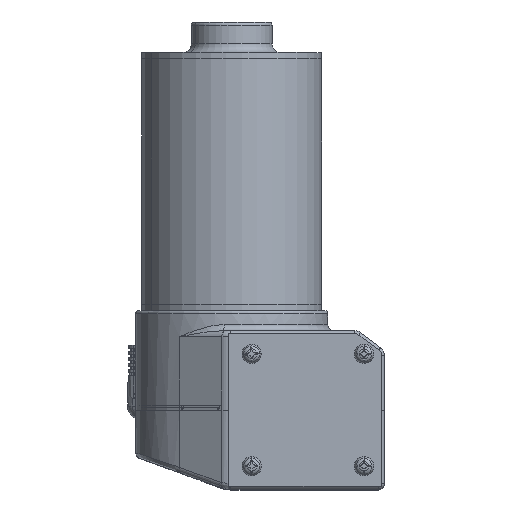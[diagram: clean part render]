
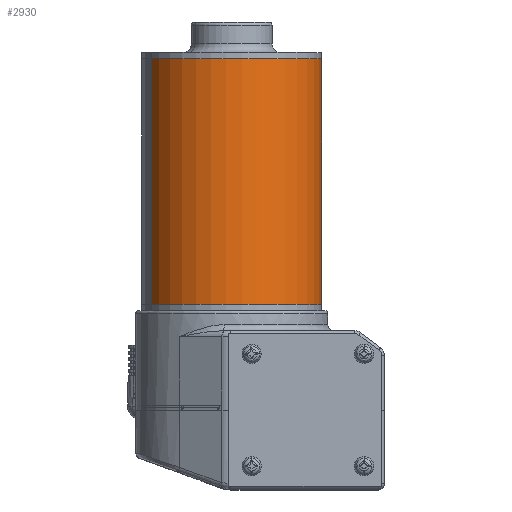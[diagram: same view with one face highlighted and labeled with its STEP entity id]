
A CAD part, top view. The second image highlights one B-rep face of the part: STEP entity #2930.
In plain terms, the highlighted cylindrical face has radius 29.5 mm (diameter 59 mm), a partial arc.
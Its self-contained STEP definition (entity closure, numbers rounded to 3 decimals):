
#803 = EDGE_LOOP ( 'NONE', ( #2701, #28505, #20168, #19906 ) ) ;
#904 = CARTESIAN_POINT ( 'NONE',  ( 0., 0., 80.5 ) ) ;
#2414 = DIRECTION ( 'NONE',  ( 0., 0., 1. ) ) ;
#2701 = ORIENTED_EDGE ( 'NONE', *, *, #10326, .F. ) ;
#2930 = ADVANCED_FACE ( 'NONE', ( #27961 ), #21822, .T. ) ;
#3873 = DIRECTION ( 'NONE',  ( 0., 0., 1. ) ) ;
#4284 = CARTESIAN_POINT ( 'NONE',  ( 29.5, 0., 80.5 ) ) ;
#4320 = DIRECTION ( 'NONE',  ( 0., 0., -1. ) ) ;
#4698 = CARTESIAN_POINT ( 'NONE',  ( -29.5, 0., 80.5 ) ) ;
#5160 = VERTEX_POINT ( 'NONE', #4284 ) ;
#5802 = DIRECTION ( 'NONE',  ( -1., 0., 0. ) ) ;
#6240 = VERTEX_POINT ( 'NONE', #17991 ) ;
#7948 = EDGE_CURVE ( 'NONE', #6240, #15960, #27062, .T. ) ;
#10326 = EDGE_CURVE ( 'NONE', #5160, #6240, #21454, .T. ) ;
#11925 = EDGE_CURVE ( 'NONE', #14457, #15960, #28589, .T. ) ;
#13213 = EDGE_CURVE ( 'NONE', #5160, #14457, #29997, .T. ) ;
#13686 = CARTESIAN_POINT ( 'NONE',  ( 29.5, 0., 80.5 ) ) ;
#14457 = VERTEX_POINT ( 'NONE', #27523 ) ;
#14726 = AXIS2_PLACEMENT_3D ( 'NONE', #16410, #2414, #18716 ) ;
#14742 = VECTOR ( 'NONE', #16336, 1000. ) ;
#15960 = VERTEX_POINT ( 'NONE', #24173 ) ;
#16336 = DIRECTION ( 'NONE',  ( 0., 0., -1. ) ) ;
#16410 = CARTESIAN_POINT ( 'NONE',  ( 0., 0., 80.5 ) ) ;
#17696 = VECTOR ( 'NONE', #4320, 1000. ) ;
#17849 = CARTESIAN_POINT ( 'NONE',  ( 0., 0., 0. ) ) ;
#17991 = CARTESIAN_POINT ( 'NONE',  ( -29.5, 0., 80.5 ) ) ;
#18716 = DIRECTION ( 'NONE',  ( 1., 0., 0. ) ) ;
#19725 = DIRECTION ( 'NONE',  ( 0., 0., -1. ) ) ;
#19906 = ORIENTED_EDGE ( 'NONE', *, *, #7948, .F. ) ;
#20141 = DIRECTION ( 'NONE',  ( 1., 0., 0. ) ) ;
#20168 = ORIENTED_EDGE ( 'NONE', *, *, #11925, .T. ) ;
#21454 = CIRCLE ( 'NONE', #14726, 29.5 ) ;
#21822 = CYLINDRICAL_SURFACE ( 'NONE', #29516, 29.5 ) ;
#24173 = CARTESIAN_POINT ( 'NONE',  ( -29.5, 0., 0. ) ) ;
#26583 = AXIS2_PLACEMENT_3D ( 'NONE', #17849, #3873, #20141 ) ;
#27062 = LINE ( 'NONE', #4698, #14742 ) ;
#27523 = CARTESIAN_POINT ( 'NONE',  ( 29.5, 0., 0. ) ) ;
#27961 = FACE_OUTER_BOUND ( 'NONE', #803, .T. ) ;
#28505 = ORIENTED_EDGE ( 'NONE', *, *, #13213, .T. ) ;
#28589 = CIRCLE ( 'NONE', #26583, 29.5 ) ;
#29516 = AXIS2_PLACEMENT_3D ( 'NONE', #904, #19725, #5802 ) ;
#29997 = LINE ( 'NONE', #13686, #17696 ) ;
